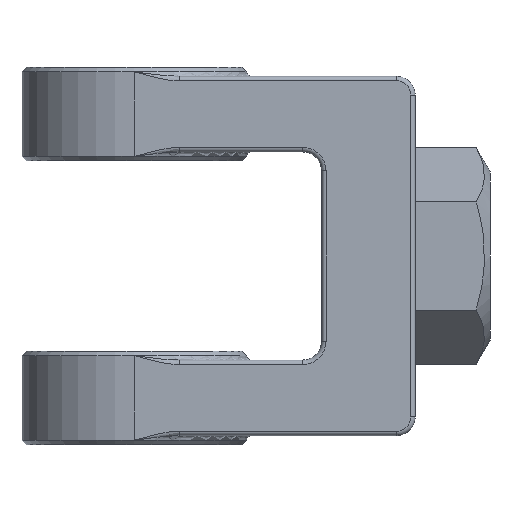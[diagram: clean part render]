
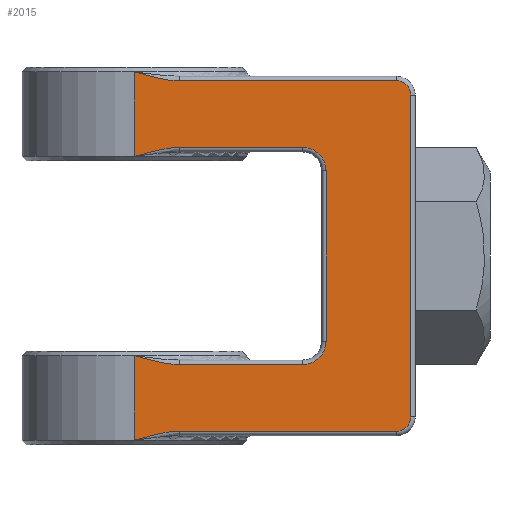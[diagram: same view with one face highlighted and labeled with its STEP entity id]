
A CAD part, front view. The second image highlights one B-rep face of the part: STEP entity #2015.
In plain terms, the highlighted planar face has unit normal (0, -1, 0).
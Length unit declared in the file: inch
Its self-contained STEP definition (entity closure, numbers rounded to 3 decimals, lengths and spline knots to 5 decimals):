
#356=CARTESIAN_POINT('',(0.3,-0.75,1.17));
#357=CARTESIAN_POINT('',(0.28825,-0.75,
1.17));
#358=CARTESIAN_POINT('',(0.26417,-0.75,
1.17103));
#359=CARTESIAN_POINT('',(0.22695,-0.75,
1.17513));
#360=CARTESIAN_POINT('',(0.18681,-0.75,
1.18182));
#361=CARTESIAN_POINT('',(0.14727,-0.75,
1.19021));
#362=CARTESIAN_POINT('',(0.10902,-0.75,
1.19957));
#363=CARTESIAN_POINT('',(0.07374,-0.75,
1.209));
#364=CARTESIAN_POINT('',(0.03887,-0.75,
1.21878));
#365=CARTESIAN_POINT('',(0.01322,-0.75,
1.22618));
#366=CARTESIAN_POINT('',(0.,-0.75,1.23));
#371=DIRECTION('',(-1.,0.,0.));
#372=VECTOR('',#371,1.45);
#373=CARTESIAN_POINT('',(1.75,-0.75,1.17));
#374=LINE('',#373,#372);
#378=CARTESIAN_POINT('',(1.75,-0.75,1.075));
#379=DIRECTION('',(0.,-1.,0.));
#380=DIRECTION('',(1.,0.,0.));
#381=AXIS2_PLACEMENT_3D('',#378,#379,#380);
#386=DIRECTION('',(0.,0.,1.));
#387=VECTOR('',#386,2.15);
#388=CARTESIAN_POINT('',(1.845,-0.75,-1.075));
#389=LINE('',#388,#387);
#393=CARTESIAN_POINT('',(1.75,-0.75,-1.075));
#394=DIRECTION('',(0.,-1.,0.));
#395=DIRECTION('',(0.,0.,-1.));
#396=AXIS2_PLACEMENT_3D('',#393,#394,#395);
#401=DIRECTION('',(1.,0.,0.));
#402=VECTOR('',#401,1.45);
#403=CARTESIAN_POINT('',(0.3,-0.75,-1.17));
#404=LINE('',#403,#402);
#408=CARTESIAN_POINT('',(0.,-0.75,-1.23));
#409=CARTESIAN_POINT('',(0.01367,-0.75,
-1.22605));
#410=CARTESIAN_POINT('',(0.03997,-0.75,
-1.21847));
#411=CARTESIAN_POINT('',(0.0762,-0.75,
-1.20832));
#412=CARTESIAN_POINT('',(0.10969,-0.75,
-1.19943));
#413=CARTESIAN_POINT('',(0.14087,-0.75,
-1.19178));
#414=CARTESIAN_POINT('',(0.16995,-0.75,
-1.18534));
#415=CARTESIAN_POINT('',(0.19732,-0.75,
-1.18005));
#416=CARTESIAN_POINT('',(0.22273,-0.75,
-1.17595));
#417=CARTESIAN_POINT('',(0.2466,-0.75,
-1.17291));
#418=CARTESIAN_POINT('',(0.27132,-0.75,
-1.17072));
#419=CARTESIAN_POINT('',(0.29015,-0.75,
-1.17));
#420=CARTESIAN_POINT('',(0.3,-0.75,-1.17));
#425=DIRECTION('',(0.,0.,1.));
#426=VECTOR('',#425,0.565);
#427=CARTESIAN_POINT('',(0.,-0.75,-1.23));
#428=LINE('',#427,#426);
#432=CARTESIAN_POINT('',(0.3,-0.75,-0.725));
#433=CARTESIAN_POINT('',(0.28825,-0.75,
-0.725));
#434=CARTESIAN_POINT('',(0.26417,-0.75,
-0.72397));
#435=CARTESIAN_POINT('',(0.22695,-0.75,
-0.71987));
#436=CARTESIAN_POINT('',(0.18681,-0.75,
-0.71318));
#437=CARTESIAN_POINT('',(0.14727,-0.75,
-0.70479));
#438=CARTESIAN_POINT('',(0.10902,-0.75,
-0.69543));
#439=CARTESIAN_POINT('',(0.07374,-0.75,
-0.686));
#440=CARTESIAN_POINT('',(0.03887,-0.75,
-0.67622));
#441=CARTESIAN_POINT('',(0.01322,-0.75,
-0.66882));
#442=CARTESIAN_POINT('',(0.,-0.75,-0.665));
#447=DIRECTION('',(-1.,0.,0.));
#448=VECTOR('',#447,0.825);
#449=CARTESIAN_POINT('',(1.125,-0.75,-0.725));
#450=LINE('',#449,#448);
#454=CARTESIAN_POINT('',(1.125,-0.75,-0.57));
#455=DIRECTION('',(0.,1.,0.));
#456=DIRECTION('',(1.,0.,0.));
#457=AXIS2_PLACEMENT_3D('',#454,#455,#456);
#462=DIRECTION('',(0.,0.,-1.));
#463=VECTOR('',#462,1.14);
#464=CARTESIAN_POINT('',(1.28,-0.75,0.57));
#465=LINE('',#464,#463);
#469=CARTESIAN_POINT('',(1.125,-0.75,0.57));
#470=DIRECTION('',(0.,1.,0.));
#471=DIRECTION('',(0.,0.,1.));
#472=AXIS2_PLACEMENT_3D('',#469,#470,#471);
#477=DIRECTION('',(1.,0.,0.));
#478=VECTOR('',#477,0.825);
#479=CARTESIAN_POINT('',(0.3,-0.75,0.725));
#480=LINE('',#479,#478);
#484=CARTESIAN_POINT('',(0.,-0.75,0.665));
#485=CARTESIAN_POINT('',(0.01367,-0.75,
0.66895));
#486=CARTESIAN_POINT('',(0.03997,-0.75,
0.67653));
#487=CARTESIAN_POINT('',(0.0762,-0.75,
0.68668));
#488=CARTESIAN_POINT('',(0.10969,-0.75,
0.69557));
#489=CARTESIAN_POINT('',(0.14087,-0.75,
0.70322));
#490=CARTESIAN_POINT('',(0.16995,-0.75,
0.70966));
#491=CARTESIAN_POINT('',(0.19732,-0.75,
0.71495));
#492=CARTESIAN_POINT('',(0.22273,-0.75,
0.71905));
#493=CARTESIAN_POINT('',(0.2466,-0.75,
0.72209));
#494=CARTESIAN_POINT('',(0.27132,-0.75,
0.72428));
#495=CARTESIAN_POINT('',(0.29015,-0.75,
0.725));
#496=CARTESIAN_POINT('',(0.3,-0.75,0.725));
#501=DIRECTION('',(0.,0.,1.));
#502=VECTOR('',#501,0.565);
#503=CARTESIAN_POINT('',(0.,-0.75,0.665));
#504=LINE('',#503,#502);
#1602=CARTESIAN_POINT('',(0.,-0.75,1.23));
#1603=VERTEX_POINT('',#1602);
#1606=CARTESIAN_POINT('',(0.,-0.75,-1.23));
#1607=VERTEX_POINT('',#1606);
#1610=CARTESIAN_POINT('',(0.,-0.75,-0.665));
#1611=VERTEX_POINT('',#1610);
#1614=CARTESIAN_POINT('',(0.,-0.75,0.665));
#1615=VERTEX_POINT('',#1614);
#1703=VERTEX_POINT('',#356);
#1704=CARTESIAN_POINT('',(1.75,-0.75,1.17));
#1705=VERTEX_POINT('',#1704);
#1708=CARTESIAN_POINT('',(1.845,-0.75,1.075));
#1709=VERTEX_POINT('',#1708);
#1712=CARTESIAN_POINT('',(1.845,-0.75,-1.075));
#1713=VERTEX_POINT('',#1712);
#1716=CARTESIAN_POINT('',(1.75,-0.75,-1.17));
#1717=VERTEX_POINT('',#1716);
#1720=CARTESIAN_POINT('',(0.3,-0.75,-1.17));
#1721=VERTEX_POINT('',#1720);
#1725=VERTEX_POINT('',#432);
#1726=CARTESIAN_POINT('',(1.125,-0.75,-0.725));
#1727=VERTEX_POINT('',#1726);
#1730=CARTESIAN_POINT('',(1.28,-0.75,-0.57));
#1731=VERTEX_POINT('',#1730);
#1734=CARTESIAN_POINT('',(1.28,-0.75,0.57));
#1735=VERTEX_POINT('',#1734);
#1738=CARTESIAN_POINT('',(1.125,-0.75,0.725));
#1739=VERTEX_POINT('',#1738);
#1742=CARTESIAN_POINT('',(0.3,-0.75,0.725));
#1743=VERTEX_POINT('',#1742);
#1977=CARTESIAN_POINT('',(0.,-0.75,0.));
#1978=DIRECTION('',(0.,1.,0.));
#1979=DIRECTION('',(1.,0.,0.));
#1980=AXIS2_PLACEMENT_3D('',#1977,#1978,#1979);
#1981=PLANE('',#1980);
#1983=ORIENTED_EDGE('',*,*,#1982,.F.);
#1985=ORIENTED_EDGE('',*,*,#1984,.F.);
#1987=ORIENTED_EDGE('',*,*,#1986,.F.);
#1989=ORIENTED_EDGE('',*,*,#1988,.F.);
#1991=ORIENTED_EDGE('',*,*,#1990,.F.);
#1992=ORIENTED_EDGE('',*,*,#1967,.F.);
#1994=ORIENTED_EDGE('',*,*,#1993,.F.);
#1996=ORIENTED_EDGE('',*,*,#1995,.T.);
#1998=ORIENTED_EDGE('',*,*,#1997,.F.);
#2000=ORIENTED_EDGE('',*,*,#1999,.F.);
#2002=ORIENTED_EDGE('',*,*,#2001,.F.);
#2004=ORIENTED_EDGE('',*,*,#2003,.F.);
#2006=ORIENTED_EDGE('',*,*,#2005,.F.);
#2008=ORIENTED_EDGE('',*,*,#2007,.F.);
#2010=ORIENTED_EDGE('',*,*,#2009,.F.);
#2012=ORIENTED_EDGE('',*,*,#2011,.T.);
#2013=EDGE_LOOP('',(#1983,#1985,#1987,#1989,#1991,#1992,#1994,#1996,#1998,#2000,
#2002,#2004,#2006,#2008,#2010,#2012));
#2014=FACE_OUTER_BOUND('',#2013,.F.);
#2015=ADVANCED_FACE('',(#2014),#1981,.F.);
#367=B_SPLINE_CURVE_WITH_KNOTS('',3,(#356,#357,#358,#359,#360,#361,#362,#363,
#364,#365,#366),.UNSPECIFIED.,.F.,.F.,(4,1,1,1,1,1,1,1,4),(0.,0.125,0.25,
0.375,0.5,0.625,0.75,0.875,1.),.UNSPECIFIED.);
#382=CIRCLE('',#381,0.095);
#397=CIRCLE('',#396,0.095);
#421=B_SPLINE_CURVE_WITH_KNOTS('',3,(#408,#409,#410,#411,#412,#413,#414,#415,
#416,#417,#418,#419,#420),.UNSPECIFIED.,.F.,.F.,(4,1,1,1,1,1,1,1,1,1,4),(0.,
0.1,0.2,0.3,0.4,0.5,0.6,0.7,0.8,0.9,1.),.UNSPECIFIED.);
#443=B_SPLINE_CURVE_WITH_KNOTS('',3,(#432,#433,#434,#435,#436,#437,#438,#439,
#440,#441,#442),.UNSPECIFIED.,.F.,.F.,(4,1,1,1,1,1,1,1,4),(0.,0.125,0.25,
0.375,0.5,0.625,0.75,0.875,1.),.UNSPECIFIED.);
#458=CIRCLE('',#457,0.155);
#473=CIRCLE('',#472,0.155);
#497=B_SPLINE_CURVE_WITH_KNOTS('',3,(#484,#485,#486,#487,#488,#489,#490,#491,
#492,#493,#494,#495,#496),.UNSPECIFIED.,.F.,.F.,(4,1,1,1,1,1,1,1,1,1,4),(0.,
0.1,0.2,0.3,0.4,0.5,0.6,0.7,0.8,0.9,1.),.UNSPECIFIED.);
#1967=EDGE_CURVE('',#1721,#1717,#404,.T.);
#1982=EDGE_CURVE('',#1703,#1603,#367,.T.);
#1984=EDGE_CURVE('',#1705,#1703,#374,.T.);
#1986=EDGE_CURVE('',#1709,#1705,#382,.T.);
#1988=EDGE_CURVE('',#1713,#1709,#389,.T.);
#1990=EDGE_CURVE('',#1717,#1713,#397,.T.);
#1993=EDGE_CURVE('',#1607,#1721,#421,.T.);
#1995=EDGE_CURVE('',#1607,#1611,#428,.T.);
#1997=EDGE_CURVE('',#1725,#1611,#443,.T.);
#1999=EDGE_CURVE('',#1727,#1725,#450,.T.);
#2001=EDGE_CURVE('',#1731,#1727,#458,.T.);
#2003=EDGE_CURVE('',#1735,#1731,#465,.T.);
#2005=EDGE_CURVE('',#1739,#1735,#473,.T.);
#2007=EDGE_CURVE('',#1743,#1739,#480,.T.);
#2009=EDGE_CURVE('',#1615,#1743,#497,.T.);
#2011=EDGE_CURVE('',#1615,#1603,#504,.T.);
